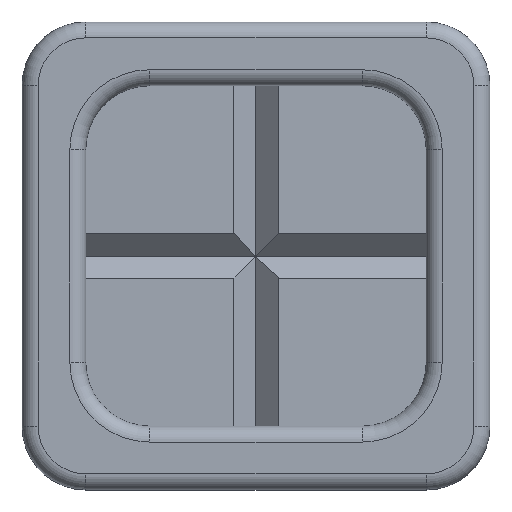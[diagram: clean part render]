
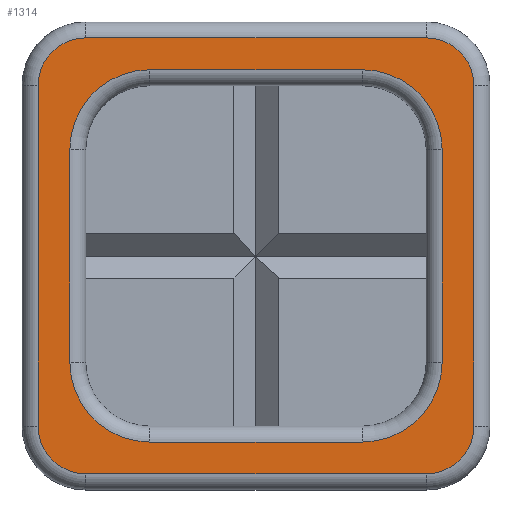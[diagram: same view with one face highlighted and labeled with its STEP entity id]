
A CAD part, top view. The second image highlights one B-rep face of the part: STEP entity #1314.
In plain terms, the highlighted planar face has unit normal (0, 0, 1).
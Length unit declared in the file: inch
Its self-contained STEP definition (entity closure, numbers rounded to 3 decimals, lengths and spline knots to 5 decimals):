
#75=FACE_BOUND('',#241,.T.);
#93=PLANE('',#1446);
#158=FACE_OUTER_BOUND('',#240,.T.);
#240=EDGE_LOOP('',(#1101,#1102,#1103,#1104,#1105,#1106,#1107,#1108));
#241=EDGE_LOOP('',(#1109,#1110,#1111,#1112,#1113,#1114,#1115,#1116));
#282=CIRCLE('',#1425,0.375);
#286=CIRCLE('',#1431,0.375);
#290=CIRCLE('',#1437,0.375);
#294=CIRCLE('',#1443,0.375);
#295=CIRCLE('',#1447,0.625);
#296=CIRCLE('',#1448,0.625);
#297=CIRCLE('',#1449,0.625);
#298=CIRCLE('',#1450,0.625);
#402=LINE('',#2139,#533);
#403=LINE('',#2147,#534);
#404=LINE('',#2156,#535);
#405=LINE('',#2163,#536);
#406=LINE('',#2168,#537);
#407=LINE('',#2172,#538);
#408=LINE('',#2176,#539);
#409=LINE('',#2180,#540);
#533=VECTOR('',#1727,0.3937);
#534=VECTOR('',#1738,0.3937);
#535=VECTOR('',#1751,0.3937);
#536=VECTOR('',#1762,0.3937);
#537=VECTOR('',#1767,0.3937);
#538=VECTOR('',#1770,0.3937);
#539=VECTOR('',#1773,0.3937);
#540=VECTOR('',#1776,0.3937);
#649=VERTEX_POINT('',#2131);
#650=VERTEX_POINT('',#2133);
#651=VERTEX_POINT('',#2137);
#652=VERTEX_POINT('',#2141);
#653=VERTEX_POINT('',#2145);
#654=VERTEX_POINT('',#2149);
#655=VERTEX_POINT('',#2154);
#656=VERTEX_POINT('',#2158);
#657=VERTEX_POINT('',#2166);
#658=VERTEX_POINT('',#2167);
#659=VERTEX_POINT('',#2169);
#660=VERTEX_POINT('',#2171);
#661=VERTEX_POINT('',#2173);
#662=VERTEX_POINT('',#2175);
#663=VERTEX_POINT('',#2177);
#664=VERTEX_POINT('',#2179);
#803=EDGE_CURVE('',#649,#650,#282,.T.);
#806=EDGE_CURVE('',#650,#651,#402,.T.);
#808=EDGE_CURVE('',#651,#652,#286,.T.);
#810=EDGE_CURVE('',#652,#653,#403,.T.);
#813=EDGE_CURVE('',#653,#654,#290,.T.);
#815=EDGE_CURVE('',#654,#655,#404,.T.);
#818=EDGE_CURVE('',#655,#656,#294,.T.);
#819=EDGE_CURVE('',#656,#649,#405,.T.);
#820=EDGE_CURVE('',#657,#658,#406,.T.);
#821=EDGE_CURVE('',#659,#657,#295,.T.);
#822=EDGE_CURVE('',#660,#659,#407,.T.);
#823=EDGE_CURVE('',#661,#660,#296,.T.);
#824=EDGE_CURVE('',#662,#661,#408,.T.);
#825=EDGE_CURVE('',#663,#662,#297,.T.);
#826=EDGE_CURVE('',#664,#663,#409,.T.);
#827=EDGE_CURVE('',#658,#664,#298,.T.);
#1101=ORIENTED_EDGE('',*,*,#803,.F.);
#1102=ORIENTED_EDGE('',*,*,#819,.F.);
#1103=ORIENTED_EDGE('',*,*,#818,.F.);
#1104=ORIENTED_EDGE('',*,*,#815,.F.);
#1105=ORIENTED_EDGE('',*,*,#813,.F.);
#1106=ORIENTED_EDGE('',*,*,#810,.F.);
#1107=ORIENTED_EDGE('',*,*,#808,.F.);
#1108=ORIENTED_EDGE('',*,*,#806,.F.);
#1109=ORIENTED_EDGE('',*,*,#820,.F.);
#1110=ORIENTED_EDGE('',*,*,#821,.F.);
#1111=ORIENTED_EDGE('',*,*,#822,.F.);
#1112=ORIENTED_EDGE('',*,*,#823,.F.);
#1113=ORIENTED_EDGE('',*,*,#824,.F.);
#1114=ORIENTED_EDGE('',*,*,#825,.F.);
#1115=ORIENTED_EDGE('',*,*,#826,.F.);
#1116=ORIENTED_EDGE('',*,*,#827,.F.);
#1314=ADVANCED_FACE('',(#158,#75),#93,.T.);
#1425=AXIS2_PLACEMENT_3D('',#2134,#1719,#1720);
#1431=AXIS2_PLACEMENT_3D('',#2143,#1732,#1733);
#1437=AXIS2_PLACEMENT_3D('',#2152,#1745,#1746);
#1443=AXIS2_PLACEMENT_3D('',#2161,#1758,#1759);
#1446=AXIS2_PLACEMENT_3D('',#2165,#1765,#1766);
#1447=AXIS2_PLACEMENT_3D('',#2170,#1768,#1769);
#1448=AXIS2_PLACEMENT_3D('',#2174,#1771,#1772);
#1449=AXIS2_PLACEMENT_3D('',#2178,#1774,#1775);
#1450=AXIS2_PLACEMENT_3D('',#2181,#1777,#1778);
#1719=DIRECTION('center_axis',(0.,0.,-1.));
#1720=DIRECTION('ref_axis',(-0.707,0.707,0.));
#1727=DIRECTION('',(1.,0.,0.));
#1732=DIRECTION('center_axis',(0.,0.,-1.));
#1733=DIRECTION('ref_axis',(0.707,0.707,0.));
#1738=DIRECTION('',(0.,-1.,0.));
#1745=DIRECTION('center_axis',(0.,0.,-1.));
#1746=DIRECTION('ref_axis',(0.707,-0.707,0.));
#1751=DIRECTION('',(-1.,0.,0.));
#1758=DIRECTION('center_axis',(0.,0.,-1.));
#1759=DIRECTION('ref_axis',(-0.707,-0.707,0.));
#1762=DIRECTION('',(0.,1.,0.));
#1765=DIRECTION('center_axis',(0.,0.,1.));
#1766=DIRECTION('ref_axis',(1.,0.,0.));
#1767=DIRECTION('',(0.,-1.,0.));
#1768=DIRECTION('center_axis',(0.,0.,1.));
#1769=DIRECTION('ref_axis',(-0.707,0.707,0.));
#1770=DIRECTION('',(-1.,0.,0.));
#1771=DIRECTION('center_axis',(0.,0.,1.));
#1772=DIRECTION('ref_axis',(0.707,0.707,0.));
#1773=DIRECTION('',(0.,1.,0.));
#1774=DIRECTION('center_axis',(0.,0.,1.));
#1775=DIRECTION('ref_axis',(0.707,-0.707,0.));
#1776=DIRECTION('',(1.,0.,0.));
#1777=DIRECTION('center_axis',(0.,0.,1.));
#1778=DIRECTION('ref_axis',(-0.707,-0.707,0.));
#2131=CARTESIAN_POINT('',(-0.375,2.67,0.5));
#2133=CARTESIAN_POINT('',(0.,3.045,0.5));
#2134=CARTESIAN_POINT('Origin',(0.,2.67,0.5));
#2137=CARTESIAN_POINT('',(2.67,3.045,0.5));
#2139=CARTESIAN_POINT('',(0.4175,3.045,0.5));
#2141=CARTESIAN_POINT('',(3.045,2.67,0.5));
#2143=CARTESIAN_POINT('Origin',(2.67,2.67,0.5));
#2145=CARTESIAN_POINT('',(3.045,0.,0.5));
#2147=CARTESIAN_POINT('',(3.045,2.2525,0.5));
#2149=CARTESIAN_POINT('',(2.67,-0.375,0.5));
#2152=CARTESIAN_POINT('Origin',(2.67,0.,0.5));
#2154=CARTESIAN_POINT('',(0.,-0.375,0.5));
#2156=CARTESIAN_POINT('',(2.2525,-0.375,0.5));
#2158=CARTESIAN_POINT('',(-0.375,0.,0.5));
#2161=CARTESIAN_POINT('Origin',(0.,0.,0.5));
#2163=CARTESIAN_POINT('',(-0.375,0.4175,0.5));
#2165=CARTESIAN_POINT('Origin',(1.335,1.335,0.5));
#2166=CARTESIAN_POINT('',(-0.125,2.17,0.5));
#2167=CARTESIAN_POINT('',(-0.125,0.5,0.5));
#2168=CARTESIAN_POINT('',(-0.125,0.6675,0.5));
#2169=CARTESIAN_POINT('',(0.5,2.795,0.5));
#2170=CARTESIAN_POINT('Origin',(0.5,2.17,0.5));
#2171=CARTESIAN_POINT('',(2.17,2.795,0.5));
#2172=CARTESIAN_POINT('',(0.6675,2.795,0.5));
#2173=CARTESIAN_POINT('',(2.795,2.17,0.5));
#2174=CARTESIAN_POINT('Origin',(2.17,2.17,0.5));
#2175=CARTESIAN_POINT('',(2.795,0.5,0.5));
#2176=CARTESIAN_POINT('',(2.795,2.0025,0.5));
#2177=CARTESIAN_POINT('',(2.17,-0.125,0.5));
#2178=CARTESIAN_POINT('Origin',(2.17,0.5,0.5));
#2179=CARTESIAN_POINT('',(0.5,-0.125,0.5));
#2180=CARTESIAN_POINT('',(2.0025,-0.125,0.5));
#2181=CARTESIAN_POINT('Origin',(0.5,0.5,0.5));
